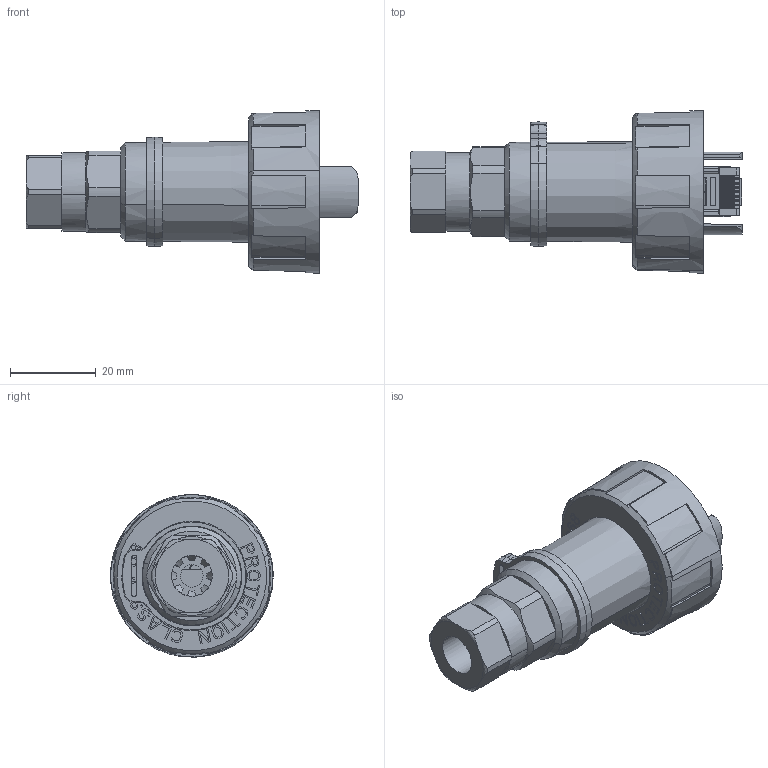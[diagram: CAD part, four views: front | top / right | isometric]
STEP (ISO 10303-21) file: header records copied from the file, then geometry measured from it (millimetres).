
FILE_DESCRIPTION(('STEP AP242'),'1');
FILE_NAME('px0834-x.stp','2023-02-28T21:41:20',('TraceParts'),('TraceParts S.A.'),'Spatial InterOp 3D',' ',' ');
FILE_SCHEMA(('AP242_MANAGED_MODEL_BASED_3D_ENGINEERING_MIM_LF {1 0 10303 442 1 1 4}'));
Length unit declared in the file: millimetre
Products named in the file (1): MSBR
Bounding box: 77.47 x 37.9 x 37.88 mm (x, y, z)
Volume: 21243.3 mm3; surface area: 21540.1 mm2
Topology: 2 solids, 2 shells, 1545 faces, 4421 edges, 2918 vertices
Faces by surface type: plane 1112, cylinder 243, cone 114, bspline 76
Entity records: 85464 total; most frequent: CARTESIAN_POINT 30960, ORIENTED_EDGE 8834, DIRECTION 7785, EDGE_CURVE 4417, LINE 3217, VECTOR 3217, VERTEX_POINT 2918, PRESENTATION_STYLE_ASSIGNMENT 2390
